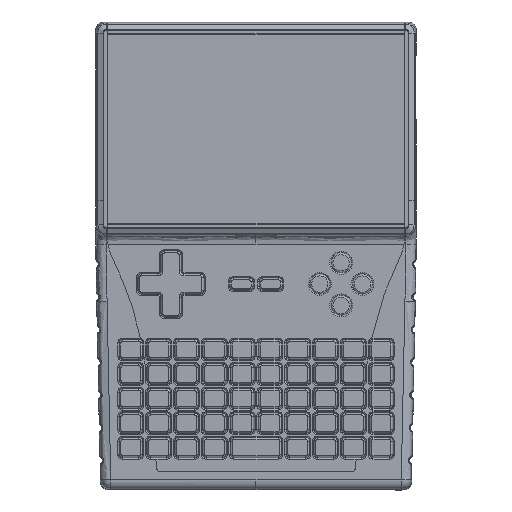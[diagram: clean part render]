
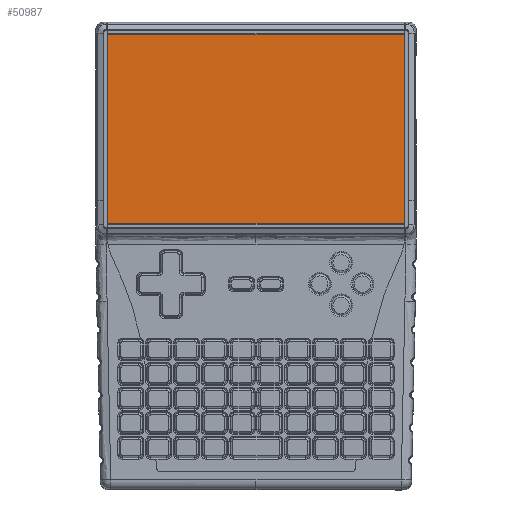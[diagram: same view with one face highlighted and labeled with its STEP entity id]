
A CAD part, front view. The second image highlights one B-rep face of the part: STEP entity #50987.
In plain terms, the highlighted face is planar.
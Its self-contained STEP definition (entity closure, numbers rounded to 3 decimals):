
#1894=PLANE('',#54302);
#2977=FACE_OUTER_BOUND('',#6197,.T.);
#6197=EDGE_LOOP('',(#33817,#33818,#33819,#33820,#33821,#33822,#33823,#33824));
#9705=CIRCLE('',#54303,0.25);
#9706=CIRCLE('',#54304,0.25);
#9707=CIRCLE('',#54305,0.25);
#9708=CIRCLE('',#54306,0.25);
#12834=LINE('',#76573,#16938);
#12835=LINE('',#76577,#16939);
#12836=LINE('',#76581,#16940);
#12837=LINE('',#76585,#16941);
#16938=VECTOR('',#60383,1000.);
#16939=VECTOR('',#60386,1000.);
#16940=VECTOR('',#60389,1000.);
#16941=VECTOR('',#60392,1000.);
#21042=VERTEX_POINT('',#76571);
#21043=VERTEX_POINT('',#76572);
#21044=VERTEX_POINT('',#76574);
#21045=VERTEX_POINT('',#76576);
#21046=VERTEX_POINT('',#76578);
#21047=VERTEX_POINT('',#76580);
#21048=VERTEX_POINT('',#76582);
#21049=VERTEX_POINT('',#76584);
#25904=EDGE_CURVE('',#21042,#21043,#12834,.T.);
#25905=EDGE_CURVE('',#21043,#21044,#9705,.T.);
#25906=EDGE_CURVE('',#21044,#21045,#12835,.T.);
#25907=EDGE_CURVE('',#21045,#21046,#9706,.T.);
#25908=EDGE_CURVE('',#21046,#21047,#12836,.T.);
#25909=EDGE_CURVE('',#21047,#21048,#9707,.T.);
#25910=EDGE_CURVE('',#21048,#21049,#12837,.T.);
#25911=EDGE_CURVE('',#21049,#21042,#9708,.T.);
#33817=ORIENTED_EDGE('',*,*,#25904,.T.);
#33818=ORIENTED_EDGE('',*,*,#25905,.T.);
#33819=ORIENTED_EDGE('',*,*,#25906,.T.);
#33820=ORIENTED_EDGE('',*,*,#25907,.T.);
#33821=ORIENTED_EDGE('',*,*,#25908,.T.);
#33822=ORIENTED_EDGE('',*,*,#25909,.T.);
#33823=ORIENTED_EDGE('',*,*,#25910,.T.);
#33824=ORIENTED_EDGE('',*,*,#25911,.T.);
#50987=ADVANCED_FACE('',(#2977),#1894,.T.);
#54302=AXIS2_PLACEMENT_3D('',#76570,#60381,#60382);
#54303=AXIS2_PLACEMENT_3D('',#76575,#60384,#60385);
#54304=AXIS2_PLACEMENT_3D('',#76579,#60387,#60388);
#54305=AXIS2_PLACEMENT_3D('',#76583,#60390,#60391);
#54306=AXIS2_PLACEMENT_3D('',#76586,#60393,#60394);
#60381=DIRECTION('center_axis',(0.,1.,0.));
#60382=DIRECTION('ref_axis',(1.,0.,0.));
#60383=DIRECTION('',(-1.,0.,0.));
#60384=DIRECTION('center_axis',(0.,1.,0.));
#60385=DIRECTION('ref_axis',(1.,0.,0.));
#60386=DIRECTION('',(0.,0.,1.));
#60387=DIRECTION('center_axis',(0.,1.,0.));
#60388=DIRECTION('ref_axis',(1.,0.,0.));
#60389=DIRECTION('',(1.,0.,0.));
#60390=DIRECTION('center_axis',(0.,1.,0.));
#60391=DIRECTION('ref_axis',(1.,0.,0.));
#60392=DIRECTION('',(0.,0.,-1.));
#60393=DIRECTION('center_axis',(0.,1.,0.));
#60394=DIRECTION('ref_axis',(1.,0.,0.));
#76570=CARTESIAN_POINT('Origin',(0.,22.6,-39.817));
#76571=CARTESIAN_POINT('',(44.982,22.6,-68.732));
#76572=CARTESIAN_POINT('',(-44.982,22.6,-68.732));
#76573=CARTESIAN_POINT('',(-44.982,22.6,-68.732));
#76574=CARTESIAN_POINT('',(-45.232,22.6,-68.482));
#76575=CARTESIAN_POINT('Origin',(-44.982,22.6,-68.482));
#76576=CARTESIAN_POINT('',(-45.232,22.6,-11.118));
#76577=CARTESIAN_POINT('',(-45.232,22.6,-39.817));
#76578=CARTESIAN_POINT('',(-44.982,22.6,-10.868));
#76579=CARTESIAN_POINT('Origin',(-44.982,22.6,-11.118));
#76580=CARTESIAN_POINT('',(44.982,22.6,-10.868));
#76581=CARTESIAN_POINT('',(0.,22.6,-10.868));
#76582=CARTESIAN_POINT('',(45.232,22.6,-11.118));
#76583=CARTESIAN_POINT('Origin',(44.982,22.6,-11.118));
#76584=CARTESIAN_POINT('',(45.232,22.6,-68.482));
#76585=CARTESIAN_POINT('',(45.232,22.6,-68.482));
#76586=CARTESIAN_POINT('Origin',(44.982,22.6,-68.482));
